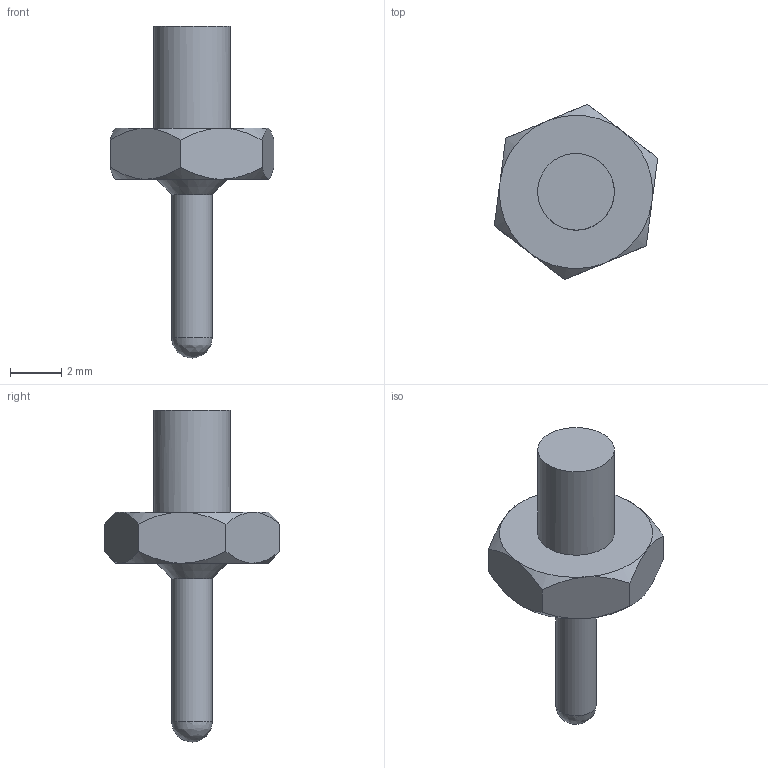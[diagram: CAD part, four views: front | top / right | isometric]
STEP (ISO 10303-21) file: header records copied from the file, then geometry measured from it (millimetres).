
FILE_DESCRIPTION(/* description */ (''),/* implementation_level */ '2;1');
FILE_NAME(/* name */ '100095277ugm000_b.stp',/* time_stamp */ '2019-10-29T06:50:15+01:00',/* author */ (''),/* organization */ (''),/* preprocessor_version */ 'ST-DEVELOPER v16.7',/* originating_system */ 'SIEMENS PLM Software NX 12.0',/* authorisation */ '');
FILE_SCHEMA (('AUTOMOTIVE_DESIGN { 1 0 10303 214 3 1 1 1 }'));
Length unit declared in the file: millimetre
Products named in the file (1): 100095277ugm000_b
Bounding box: 6.4 x 6.87 x 13 mm (x, y, z)
Volume: 104.5 mm3; surface area: 169.3 mm2
Topology: 1 solids, 1 shells, 25 faces, 55 edges, 35 vertices
Faces by surface type: cone 13, plane 9, cylinder 2, bspline 1
Full cylindrical faces by diameter (mm): 1.6 x1, 3 x1
Entity records: 863 total; most frequent: CARTESIAN_POINT 177, ORIENTED_EDGE 98, DIRECTION 94, EDGE_CURVE 49, AXIS2_PLACEMENT_3D 44, VERTEX_POINT 32, EDGE_LOOP 30, PRESENTATION_STYLE_ASSIGNMENT 28
